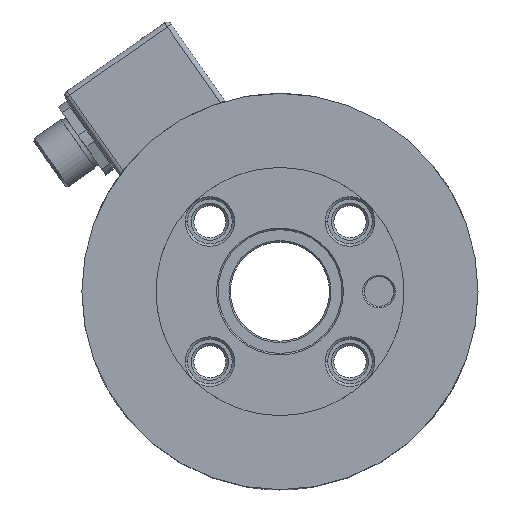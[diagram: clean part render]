
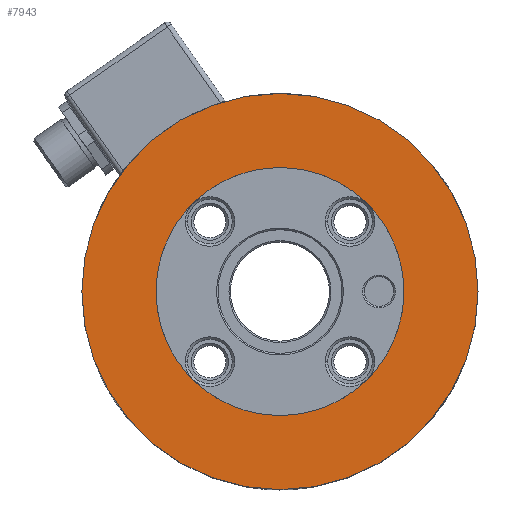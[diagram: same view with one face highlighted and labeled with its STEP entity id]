
A CAD part, top view. The second image highlights one B-rep face of the part: STEP entity #7943.
In plain terms, the highlighted planar face has unit normal (0, 0, 1).
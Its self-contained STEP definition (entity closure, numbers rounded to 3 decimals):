
#2102=CIRCLE('',#15036,25.001);
#2127=CIRCLE('',#15074,40.);
#2144=CIRCLE('',#15099,40.);
#2145=CIRCLE('',#15100,25.001);
#2600=VERTEX_POINT('',#12090);
#2602=VERTEX_POINT('',#12094);
#2644=VERTEX_POINT('',#12199);
#2646=VERTEX_POINT('',#12203);
#4140=EDGE_CURVE('',#2602,#2600,#2102,.T.);
#4192=EDGE_CURVE('',#2646,#2644,#2127,.F.);
#4217=EDGE_CURVE('',#2644,#2646,#2144,.T.);
#4218=EDGE_CURVE('',#2600,#2602,#2145,.F.);
#5608=ORIENTED_EDGE('',*,*,#4192,.F.);
#5609=ORIENTED_EDGE('',*,*,#4217,.F.);
#5610=ORIENTED_EDGE('',*,*,#4140,.F.);
#5611=ORIENTED_EDGE('',*,*,#4218,.F.);
#6796=EDGE_LOOP('',(#5608,#5609));
#6797=EDGE_LOOP('',(#5610,#5611));
#7386=FACE_BOUND('',#6796,.T.);
#7387=FACE_BOUND('',#6797,.T.);
#7943=ADVANCED_FACE('',(#7386,#7387),#8231,.T.);
#8231=PLANE('',#15098);
#9079=DIRECTION('',(0.,0.,1.));
#9080=DIRECTION('',(-25.001,0.,0.));
#9181=DIRECTION('',(0.,0.,1.));
#9182=DIRECTION('',(40.,0.,0.));
#9234=DIRECTION('',(0.,0.,1.));
#9235=DIRECTION('',(0.,0.,-1.));
#9236=DIRECTION('',(40.,0.,0.));
#9237=DIRECTION('',(0.,0.,-1.));
#9238=DIRECTION('',(-25.001,0.,0.));
#12090=CARTESIAN_POINT('',(25.001,0.,19.7));
#12094=CARTESIAN_POINT('',(-25.001,0.,19.7));
#12095=CARTESIAN_POINT('',(0.,0.,19.7));
#12199=CARTESIAN_POINT('',(-40.,0.,19.7));
#12203=CARTESIAN_POINT('',(40.,0.,19.7));
#12204=CARTESIAN_POINT('',(0.,0.,19.7));
#12248=CARTESIAN_POINT('',(25.,0.,19.7));
#12249=CARTESIAN_POINT('',(0.,0.,19.7));
#12250=CARTESIAN_POINT('',(0.,0.,19.7));
#15036=AXIS2_PLACEMENT_3D('',#12095,#9079,#9080);
#15074=AXIS2_PLACEMENT_3D('',#12204,#9181,#9182);
#15098=AXIS2_PLACEMENT_3D('',#12248,#9234,$);
#15099=AXIS2_PLACEMENT_3D('',#12249,#9235,#9236);
#15100=AXIS2_PLACEMENT_3D('',#12250,#9237,#9238);
